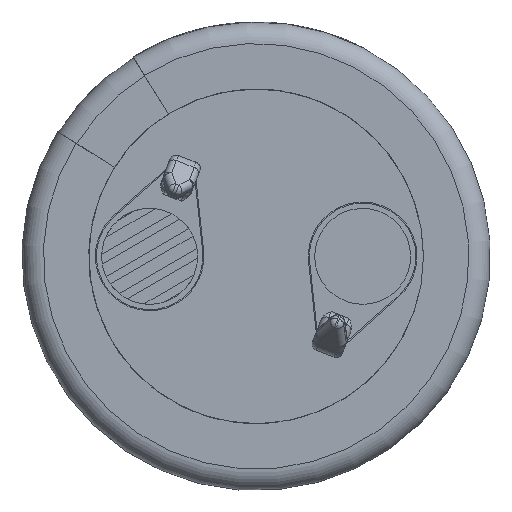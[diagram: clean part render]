
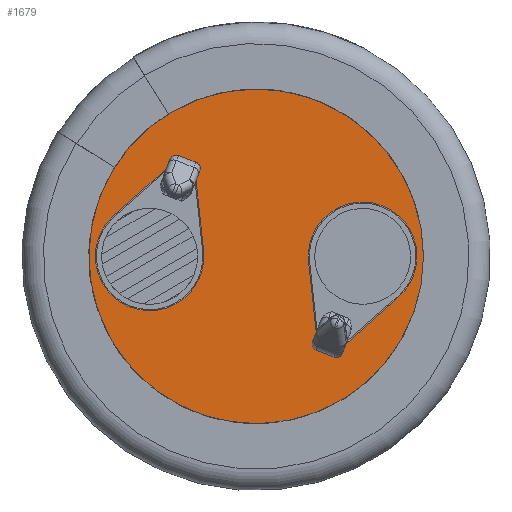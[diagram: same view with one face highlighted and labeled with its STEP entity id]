
A CAD part, front view. The second image highlights one B-rep face of the part: STEP entity #1679.
In plain terms, the highlighted planar face has unit normal (0, -1, 0).
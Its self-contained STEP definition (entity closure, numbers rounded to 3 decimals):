
#1679 = ADVANCED_FACE( '', ( #3522, #3523, #3524 ), #3525, .T. );
#3522 = FACE_OUTER_BOUND( '', #7286, .T. );
#3523 = FACE_BOUND( '', #7287, .T. );
#3524 = FACE_BOUND( '', #7288, .T. );
#3525 = PLANE( '', #7289 );
#7286 = EDGE_LOOP( '', ( #12164 ) );
#7287 = EDGE_LOOP( '', ( #12165, #12166, #12167, #12168 ) );
#7288 = EDGE_LOOP( '', ( #12169, #12170, #12171, #12172 ) );
#7289 = AXIS2_PLACEMENT_3D( '', #12173, #12174, #12175 );
#12164 = ORIENTED_EDGE( '', *, *, #13920, .T. );
#12165 = ORIENTED_EDGE( '', *, *, #14696, .F. );
#12166 = ORIENTED_EDGE( '', *, *, #14432, .F. );
#12167 = ORIENTED_EDGE( '', *, *, #14372, .F. );
#12168 = ORIENTED_EDGE( '', *, *, #14300, .F. );
#12169 = ORIENTED_EDGE( '', *, *, #14177, .T. );
#12170 = ORIENTED_EDGE( '', *, *, #14240, .T. );
#12171 = ORIENTED_EDGE( '', *, *, #14720, .T. );
#12172 = ORIENTED_EDGE( '', *, *, #14626, .T. );
#12173 = CARTESIAN_POINT( '', ( 0., 0., 0. ) );
#12174 = DIRECTION( '', ( 0., -1., 0. ) );
#12175 = DIRECTION( '', ( 0., 0., -1. ) );
#13920 = EDGE_CURVE( '', #16751, #16751, #16752, .T. );
#14177 = EDGE_CURVE( '', #17088, #17089, #17090, .T. );
#14240 = EDGE_CURVE( '', #17089, #17179, #17180, .T. );
#14300 = EDGE_CURVE( '', #17258, #17259, #17260, .T. );
#14372 = EDGE_CURVE( '', #17259, #17352, #17353, .T. );
#14432 = EDGE_CURVE( '', #17352, #17431, #17432, .T. );
#14626 = EDGE_CURVE( '', #17644, #17088, #17645, .T. );
#14696 = EDGE_CURVE( '', #17431, #17258, #17720, .T. );
#14720 = EDGE_CURVE( '', #17179, #17644, #17746, .T. );
#16751 = VERTEX_POINT( '', #22218 );
#16752 = CIRCLE( '', #22219, 9.114 );
#17088 = VERTEX_POINT( '', #22965 );
#17089 = VERTEX_POINT( '', #22966 );
#17090 = LINE( '', #22967, #22968 );
#17179 = VERTEX_POINT( '', #23133 );
#17180 = LINE( '', #23134, #23135 );
#17258 = VERTEX_POINT( '', #23381 );
#17259 = VERTEX_POINT( '', #23382 );
#17260 = CIRCLE( '', #23383, 2.55 );
#17352 = VERTEX_POINT( '', #23621 );
#17353 = LINE( '', #23622, #23623 );
#17431 = VERTEX_POINT( '', #23792 );
#17432 = LINE( '', #23793, #23794 );
#17644 = VERTEX_POINT( '', #24211 );
#17645 = CIRCLE( '', #24212, 2.55 );
#17720 = LINE( '', #24331, #24332 );
#17746 = LINE( '', #24427, #24428 );
#22218 = CARTESIAN_POINT( '', ( 0., 0., -9.114 ) );
#22219 = AXIS2_PLACEMENT_3D( '', #25031, #25032, #25033 );
#22965 = CARTESIAN_POINT( '', ( 6.694, 0., -1.906 ) );
#22966 = CARTESIAN_POINT( '', ( 4.27, 0., -4.059 ) );
#22967 = CARTESIAN_POINT( '', ( 6.694, 0., -1.906 ) );
#22968 = VECTOR( '', #25145, 1000. );
#23133 = CARTESIAN_POINT( '', ( 2.814, 0., -3.497 ) );
#23134 = CARTESIAN_POINT( '', ( 4.27, 0., -4.059 ) );
#23135 = VECTOR( '', #25189, 1000. );
#23381 = CARTESIAN_POINT( '', ( -6.694, 0., 1.906 ) );
#23382 = CARTESIAN_POINT( '', ( -2.465, 0., 0.274 ) );
#23383 = AXIS2_PLACEMENT_3D( '', #25211, #25212, #25213 );
#23621 = CARTESIAN_POINT( '', ( -2.814, 0., 3.497 ) );
#23622 = CARTESIAN_POINT( '', ( -2.465, 0., 0.274 ) );
#23623 = VECTOR( '', #25227, 1000. );
#23792 = CARTESIAN_POINT( '', ( -4.27, 0., 4.059 ) );
#23793 = CARTESIAN_POINT( '', ( -2.814, 0., 3.497 ) );
#23794 = VECTOR( '', #25244, 1000. );
#24211 = CARTESIAN_POINT( '', ( 2.465, 0., -0.274 ) );
#24212 = AXIS2_PLACEMENT_3D( '', #25318, #25319, #25320 );
#24331 = CARTESIAN_POINT( '', ( -4.27, 0., 4.059 ) );
#24332 = VECTOR( '', #25350, 1000. );
#24427 = CARTESIAN_POINT( '', ( 2.814, 0., -3.497 ) );
#24428 = VECTOR( '', #25358, 1000. );
#25031 = CARTESIAN_POINT( '', ( 0., 0., 0. ) );
#25032 = DIRECTION( '', ( 0., -1., 0. ) );
#25033 = DIRECTION( '', ( 0., 0., -1. ) );
#25145 = DIRECTION( '', ( -0.748, 0., -0.664 ) );
#25189 = DIRECTION( '', ( -0.933, 0., 0.36 ) );
#25211 = CARTESIAN_POINT( '', ( -5., 0., 0. ) );
#25212 = DIRECTION( '', ( 0., -1., 0. ) );
#25213 = DIRECTION( '', ( 0., 0., 1. ) );
#25227 = DIRECTION( '', ( -0.108, 0., 0.994 ) );
#25244 = DIRECTION( '', ( -0.933, 0., 0.36 ) );
#25318 = CARTESIAN_POINT( '', ( 5., 0., 0. ) );
#25319 = DIRECTION( '', ( 0., 1., 0. ) );
#25320 = DIRECTION( '', ( 0., 0., -1. ) );
#25350 = DIRECTION( '', ( -0.748, 0., -0.664 ) );
#25358 = DIRECTION( '', ( -0.108, 0., 0.994 ) );
